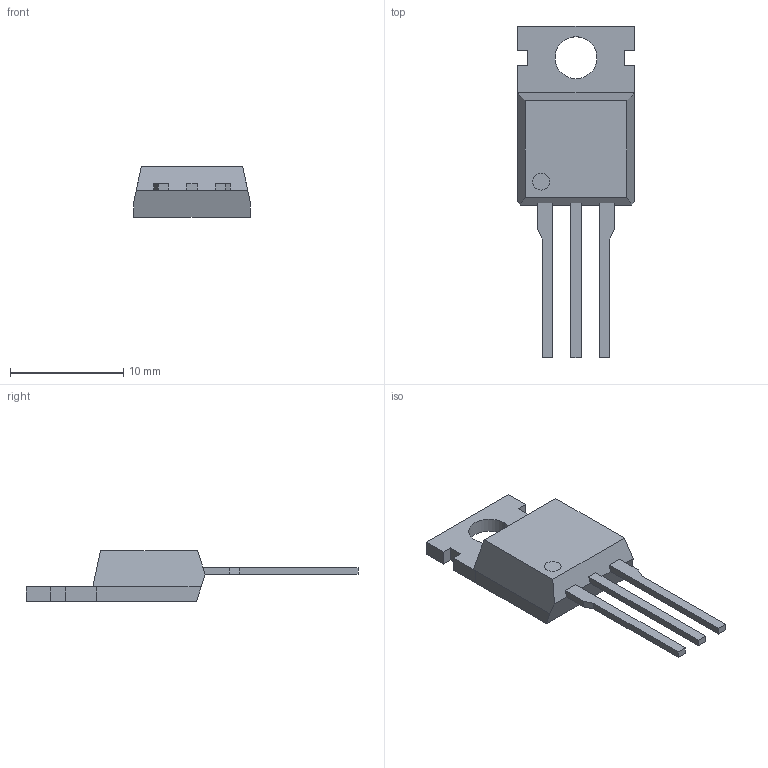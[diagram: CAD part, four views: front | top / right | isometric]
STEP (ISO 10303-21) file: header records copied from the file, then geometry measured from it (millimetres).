
FILE_DESCRIPTION (( 'STEP AP214' ), '1' );
FILE_NAME ('IRFZ44N.STEP', '2020-03-22T21:05:41', ( '' ), ( '' ), 'SwSTEP 2.0', 'SolidWorks 2017', '' );
FILE_SCHEMA (( 'AUTOMOTIVE_DESIGN' ));
Length unit declared in the file: millimetre
Products named in the file (1): IRFZ44N
Bounding box: 10.3 x 29.3 x 4.5 mm (x, y, z)
Volume: 496.6 mm3; surface area: 765.9 mm2
Topology: 6 solids, 6 shells, 64 faces, 151 edges, 100 vertices
Faces by surface type: plane 58, cylinder 6
Entity records: 1894 total; most frequent: CARTESIAN_POINT 316, ORIENTED_EDGE 302, DIRECTION 293, EDGE_CURVE 151, LINE 139, VECTOR 139, VERTEX_POINT 100, AXIS2_PLACEMENT_3D 77
